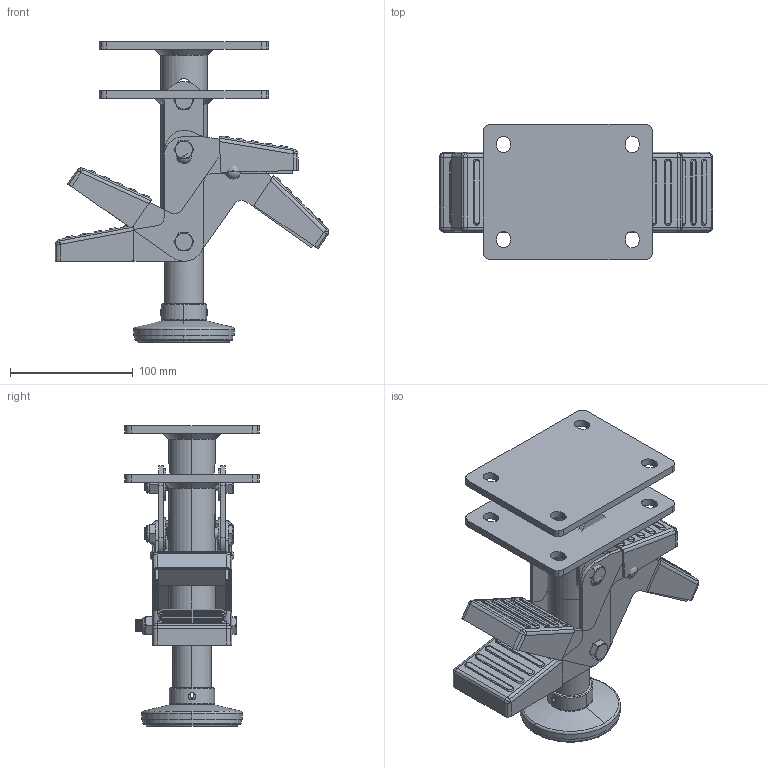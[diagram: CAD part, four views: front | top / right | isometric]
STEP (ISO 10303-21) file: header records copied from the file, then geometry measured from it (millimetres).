
FILE_DESCRIPTION(('STEP AP214'),'1');
FILE_NAME('BZTL3ISO.STEP','2021-10-06T08:00:43',(' '),(' '),'Spatial InterOp 3D',' ',' ');
FILE_SCHEMA(('AUTOMOTIVE_DESIGN { 1 0 10303 214 1 1 1 1 }'));
Length unit declared in the file: metre
Products named in the file (37): ZINC PLATED PRESSED STEEL TRUCK LOCK2; TOP PLATE; INTERNAL; BASE; RUBBER; PEDDLE COMPONENTS; PEDDLE; Component1; WASHERS; Component2; TUBE; BOLT; NUT; BOLT2; NUT2; CONNECTORS; PIN; ZINC PLATED PRESSED STEEL TRUCK LOCK; ZINC PLATED PRESSED STEEL TRUCK; ZINC PLATED PRESSED STEEL TRUCK LOCK3; TOP PLATE2; INTERNAL2; BASE2; RUBBER2; PEDDLE COMPONENTS2; PEDDLE2; Component12; WASHERS2; Component22; TUBE2; BOLT3; NUT3; BOLT4; NUT4; CONNECTORS2; PIN2; BZTL3ISO
Assembly tree (38 placements, depth 5):
  BZTL3ISO
    ZINC PLATED PRESSED STEEL TRUCK
      ZINC PLATED PRESSED STEEL TRUCK LOCK
        ZINC PLATED PRESSED STEEL TRUCK LOCK2
          TOP PLATE
          INTERNAL
          BASE
          RUBBER
          PEDDLE COMPONENTS
          PEDDLE  x2
          Component1
          WASHERS
          Component2
          TUBE
          BOLT
          NUT
          BOLT2
          NUT2
          CONNECTORS
          PIN
      ZINC PLATED PRESSED STEEL TRUCK LOCK3
        TOP PLATE2
        INTERNAL2
        BASE2
        RUBBER2
        PEDDLE COMPONENTS2
        PEDDLE2  x2
        Component12
        WASHERS2
        Component22
        TUBE2
        BOLT3
        NUT3
        BOLT4
        NUT4
        CONNECTORS2
        PIN2
Bounding box: 222.62 x 110 x 245 mm (x, y, z)
Volume: 644932.2 mm3; surface area: 396712.6 mm2
Topology: 42 solids, 42 shells, 1666 faces, 4250 edges, 2690 vertices
Faces by surface type: cylinder 912, plane 302, bspline 128, torus 116, cone 112, sphere 96
Entity records: 95343 total; most frequent: CARTESIAN_POINT 59187, ORIENTED_EDGE 7692, DIRECTION 6798, EDGE_CURVE 3846, AXIS2_PLACEMENT_3D 2745, VERTEX_POINT 2446, EDGE_LOOP 1660, ADVANCED_FACE 1516
